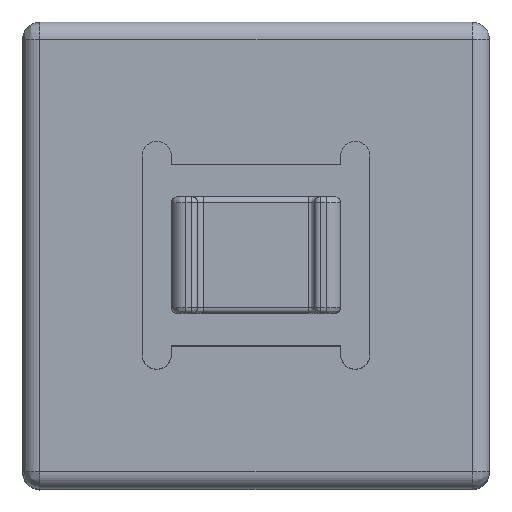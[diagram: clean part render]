
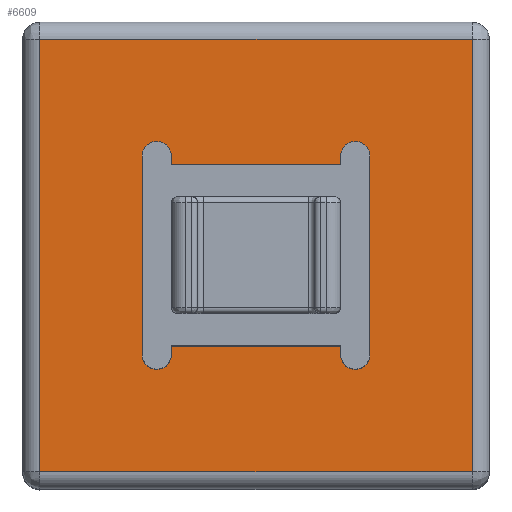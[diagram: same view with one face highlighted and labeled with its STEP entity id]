
A CAD part, top view. The second image highlights one B-rep face of the part: STEP entity #6609.
In plain terms, the highlighted planar face has unit normal (0, 0, 1).
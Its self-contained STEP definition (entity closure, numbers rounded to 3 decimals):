
#99 = DIRECTION ( 'NONE',  ( -1., 0., 0. ) ) ;
#101 = DIRECTION ( 'NONE',  ( 0., 0., 1. ) ) ;
#107 = CARTESIAN_POINT ( 'NONE',  ( -1.7, 1.7, 8.1 ) ) ;
#155 = DIRECTION ( 'NONE',  ( 0., 1., 0. ) ) ;
#172 = DIRECTION ( 'NONE',  ( 0., -1., 0. ) ) ;
#250 = CARTESIAN_POINT ( 'NONE',  ( -1.95, 0., 8.1 ) ) ;
#288 = CARTESIAN_POINT ( 'NONE',  ( -1.45, 1.55, 8.1 ) ) ;
#306 = ORIENTED_EDGE ( 'NONE', *, *, #8916, .F. ) ;
#402 = ORIENTED_EDGE ( 'NONE', *, *, #2452, .T. ) ;
#409 = DIRECTION ( 'NONE',  ( 0., -1., 0. ) ) ;
#413 = CARTESIAN_POINT ( 'NONE',  ( 1.95, 0., 8.1 ) ) ;
#444 = CARTESIAN_POINT ( 'NONE',  ( 1.45, 1.55, 8.1 ) ) ;
#451 = DIRECTION ( 'NONE',  ( 0., 1., 0. ) ) ;
#538 = VERTEX_POINT ( 'NONE', #4261 ) ;
#553 = VERTEX_POINT ( 'NONE', #4193 ) ;
#574 = CARTESIAN_POINT ( 'NONE',  ( -1.45, 1.55, 8.1 ) ) ;
#648 = VERTEX_POINT ( 'NONE', #3567 ) ;
#693 = ORIENTED_EDGE ( 'NONE', *, *, #8698, .F. ) ;
#734 = CARTESIAN_POINT ( 'NONE',  ( 3.7, 0., 8.1 ) ) ;
#844 = VERTEX_POINT ( 'NONE', #288 ) ;
#884 = DIRECTION ( 'NONE',  ( -1., 0., 0. ) ) ;
#888 = CARTESIAN_POINT ( 'NONE',  ( 1.45, -1.7, 8.1 ) ) ;
#894 = DIRECTION ( 'NONE',  ( 0., 0., 1. ) ) ;
#906 = CARTESIAN_POINT ( 'NONE',  ( -1.7, -1.7, 8.1 ) ) ;
#952 = VERTEX_POINT ( 'NONE', #2404 ) ;
#1037 = VERTEX_POINT ( 'NONE', #7131 ) ;
#1134 = DIRECTION ( 'NONE',  ( -1., 0., 0. ) ) ;
#1156 = DIRECTION ( 'NONE',  ( 0., 0., 1. ) ) ;
#1161 = CARTESIAN_POINT ( 'NONE',  ( 1.7, 1.7, 8.1 ) ) ;
#1234 = ORIENTED_EDGE ( 'NONE', *, *, #8917, .F. ) ;
#1246 = DIRECTION ( 'NONE',  ( -1., 0., 0. ) ) ;
#1271 = EDGE_CURVE ( 'NONE', #538, #1037, #2072, .T. ) ;
#1469 = VECTOR ( 'NONE', #5248, 1000. ) ;
#1486 = VECTOR ( 'NONE', #5281, 1000. ) ;
#1497 = LINE ( 'NONE', #5307, #1469 ) ;
#1503 = VECTOR ( 'NONE', #5400, 1000. ) ;
#1524 = LINE ( 'NONE', #5436, #1486 ) ;
#1542 = LINE ( 'NONE', #734, #1503 ) ;
#1544 = CARTESIAN_POINT ( 'NONE',  ( -3.7, -3.7, 8.1 ) ) ;
#1605 = AXIS2_PLACEMENT_3D ( 'NONE', #4925, #4913, #4911 ) ;
#1709 = VERTEX_POINT ( 'NONE', #5365 ) ;
#1798 = VECTOR ( 'NONE', #6231, 1000. ) ;
#1811 = LINE ( 'NONE', #8474, #1798 ) ;
#1986 = ORIENTED_EDGE ( 'NONE', *, *, #8736, .F. ) ;
#2061 = EDGE_CURVE ( 'NONE', #1037, #3012, #4207, .T. ) ;
#2072 = LINE ( 'NONE', #8366, #4641 ) ;
#2120 = ORIENTED_EDGE ( 'NONE', *, *, #4768, .F. ) ;
#2134 = DIRECTION ( 'NONE',  ( -1., 0., 0. ) ) ;
#2154 = DIRECTION ( 'NONE',  ( 0., 0., 1. ) ) ;
#2162 = CARTESIAN_POINT ( 'NONE',  ( 1.7, -1.7, 8.1 ) ) ;
#2217 = VECTOR ( 'NONE', #155, 1000. ) ;
#2221 = ORIENTED_EDGE ( 'NONE', *, *, #8806, .F. ) ;
#2242 = VECTOR ( 'NONE', #172, 1000. ) ;
#2308 = LINE ( 'NONE', #413, #2242 ) ;
#2349 = ORIENTED_EDGE ( 'NONE', *, *, #8845, .T. ) ;
#2352 = LINE ( 'NONE', #250, #2217 ) ;
#2404 = CARTESIAN_POINT ( 'NONE',  ( 3.7, 3.7, 8.1 ) ) ;
#2452 = EDGE_CURVE ( 'NONE', #844, #553, #4846, .T. ) ;
#2454 = EDGE_CURVE ( 'NONE', #5077, #538, #2882, .T. ) ;
#2567 = CARTESIAN_POINT ( 'NONE',  ( 1.45, 1.7, 8.1 ) ) ;
#2633 = ORIENTED_EDGE ( 'NONE', *, *, #8598, .F. ) ;
#2745 = VECTOR ( 'NONE', #409, 1000. ) ;
#2775 = VECTOR ( 'NONE', #451, 1000. ) ;
#2809 = VECTOR ( 'NONE', #6440, 1000. ) ;
#2812 = LINE ( 'NONE', #574, #2775 ) ;
#2830 = LINE ( 'NONE', #444, #2745 ) ;
#2882 = LINE ( 'NONE', #6452, #2809 ) ;
#3012 = VERTEX_POINT ( 'NONE', #4697 ) ;
#3053 = CARTESIAN_POINT ( 'NONE',  ( -1.95, -1.7, 8.1 ) ) ;
#3215 = VERTEX_POINT ( 'NONE', #4222 ) ;
#3432 = AXIS2_PLACEMENT_3D ( 'NONE', #107, #101, #99 ) ;
#3567 = CARTESIAN_POINT ( 'NONE',  ( 1.95, 1.7, 8.1 ) ) ;
#3688 = CIRCLE ( 'NONE', #4555, 0.25 ) ;
#3698 = VECTOR ( 'NONE', #8220, 1000. ) ;
#3736 = VERTEX_POINT ( 'NONE', #2567 ) ;
#3826 = CIRCLE ( 'NONE', #4786, 0.25 ) ;
#4125 = CIRCLE ( 'NONE', #3432, 0.25 ) ;
#4179 = VERTEX_POINT ( 'NONE', #1544 ) ;
#4193 = CARTESIAN_POINT ( 'NONE',  ( 1.45, 1.55, 8.1 ) ) ;
#4207 = LINE ( 'NONE', #8241, #3698 ) ;
#4222 = CARTESIAN_POINT ( 'NONE',  ( -1.95, 1.7, 8.1 ) ) ;
#4261 = CARTESIAN_POINT ( 'NONE',  ( 1.45, -1.55, 8.1 ) ) ;
#4555 = AXIS2_PLACEMENT_3D ( 'NONE', #906, #894, #884 ) ;
#4641 = VECTOR ( 'NONE', #1246, 1000. ) ;
#4687 = ORIENTED_EDGE ( 'NONE', *, *, #8908, .F. ) ;
#4697 = CARTESIAN_POINT ( 'NONE',  ( -1.45, -1.7, 8.1 ) ) ;
#4768 = EDGE_CURVE ( 'NONE', #4968, #3215, #4125, .T. ) ;
#4786 = AXIS2_PLACEMENT_3D ( 'NONE', #1161, #1156, #1134 ) ;
#4804 = FACE_OUTER_BOUND ( 'NONE', #6994, .T. ) ;
#4825 = CIRCLE ( 'NONE', #5449, 0.25 ) ;
#4846 = LINE ( 'NONE', #6557, #6730 ) ;
#4911 = DIRECTION ( 'NONE',  ( 1., 0., 0. ) ) ;
#4913 = DIRECTION ( 'NONE',  ( 0., 0., 1. ) ) ;
#4925 = CARTESIAN_POINT ( 'NONE',  ( 0., 0., 8.1 ) ) ;
#4968 = VERTEX_POINT ( 'NONE', #7881 ) ;
#4969 = VERTEX_POINT ( 'NONE', #5199 ) ;
#4986 = VERTEX_POINT ( 'NONE', #3053 ) ;
#5027 = PLANE ( 'NONE',  #1605 ) ;
#5077 = VERTEX_POINT ( 'NONE', #888 ) ;
#5199 = CARTESIAN_POINT ( 'NONE',  ( 3.7, -3.7, 8.1 ) ) ;
#5248 = DIRECTION ( 'NONE',  ( 0., 1., 0. ) ) ;
#5281 = DIRECTION ( 'NONE',  ( 1., 0., 0. ) ) ;
#5307 = CARTESIAN_POINT ( 'NONE',  ( -3.7, 0., 8.1 ) ) ;
#5365 = CARTESIAN_POINT ( 'NONE',  ( 1.95, -1.7, 8.1 ) ) ;
#5400 = DIRECTION ( 'NONE',  ( 0., -1., 0. ) ) ;
#5436 = CARTESIAN_POINT ( 'NONE',  ( 0., 3.7, 8.1 ) ) ;
#5449 = AXIS2_PLACEMENT_3D ( 'NONE', #2162, #2154, #2134 ) ;
#5550 = FACE_BOUND ( 'NONE', #7576, .T. ) ;
#5629 = ORIENTED_EDGE ( 'NONE', *, *, #8794, .F. ) ;
#6097 = VERTEX_POINT ( 'NONE', #6142 ) ;
#6142 = CARTESIAN_POINT ( 'NONE',  ( -3.7, 3.7, 8.1 ) ) ;
#6231 = DIRECTION ( 'NONE',  ( -1., 0., 0. ) ) ;
#6277 = ORIENTED_EDGE ( 'NONE', *, *, #8925, .F. ) ;
#6440 = DIRECTION ( 'NONE',  ( 0., 1., 0. ) ) ;
#6452 = CARTESIAN_POINT ( 'NONE',  ( 1.45, -1.55, 8.1 ) ) ;
#6463 = DIRECTION ( 'NONE',  ( 1., 0., 0. ) ) ;
#6557 = CARTESIAN_POINT ( 'NONE',  ( 0., 1.55, 8.1 ) ) ;
#6609 = ADVANCED_FACE ( 'NONE', ( #5550, #4804 ), #5027, .T. ) ;
#6730 = VECTOR ( 'NONE', #6463, 1000. ) ;
#6994 = EDGE_LOOP ( 'NONE', ( #4687, #306, #1234, #6277 ) ) ;
#7131 = CARTESIAN_POINT ( 'NONE',  ( -1.45, -1.55, 8.1 ) ) ;
#7231 = ORIENTED_EDGE ( 'NONE', *, *, #1271, .T. ) ;
#7379 = ORIENTED_EDGE ( 'NONE', *, *, #2061, .T. ) ;
#7576 = EDGE_LOOP ( 'NONE', ( #402, #2221, #693, #7920, #2633, #7749, #7231, #7379, #1986, #2349, #2120, #5629 ) ) ;
#7749 = ORIENTED_EDGE ( 'NONE', *, *, #2454, .T. ) ;
#7881 = CARTESIAN_POINT ( 'NONE',  ( -1.45, 1.7, 8.1 ) ) ;
#7920 = ORIENTED_EDGE ( 'NONE', *, *, #8833, .T. ) ;
#8220 = DIRECTION ( 'NONE',  ( 0., -1., 0. ) ) ;
#8241 = CARTESIAN_POINT ( 'NONE',  ( -1.45, -1.55, 8.1 ) ) ;
#8366 = CARTESIAN_POINT ( 'NONE',  ( 0., -1.55, 8.1 ) ) ;
#8474 = CARTESIAN_POINT ( 'NONE',  ( 0., -3.7, 8.1 ) ) ;
#8598 = EDGE_CURVE ( 'NONE', #5077, #1709, #4825, .T. ) ;
#8698 = EDGE_CURVE ( 'NONE', #648, #3736, #3826, .T. ) ;
#8736 = EDGE_CURVE ( 'NONE', #4986, #3012, #3688, .T. ) ;
#8794 = EDGE_CURVE ( 'NONE', #844, #4968, #2812, .T. ) ;
#8806 = EDGE_CURVE ( 'NONE', #3736, #553, #2830, .T. ) ;
#8833 = EDGE_CURVE ( 'NONE', #648, #1709, #2308, .T. ) ;
#8845 = EDGE_CURVE ( 'NONE', #4986, #3215, #2352, .T. ) ;
#8908 = EDGE_CURVE ( 'NONE', #4969, #4179, #1811, .T. ) ;
#8916 = EDGE_CURVE ( 'NONE', #952, #4969, #1542, .T. ) ;
#8917 = EDGE_CURVE ( 'NONE', #6097, #952, #1524, .T. ) ;
#8925 = EDGE_CURVE ( 'NONE', #4179, #6097, #1497, .T. ) ;
